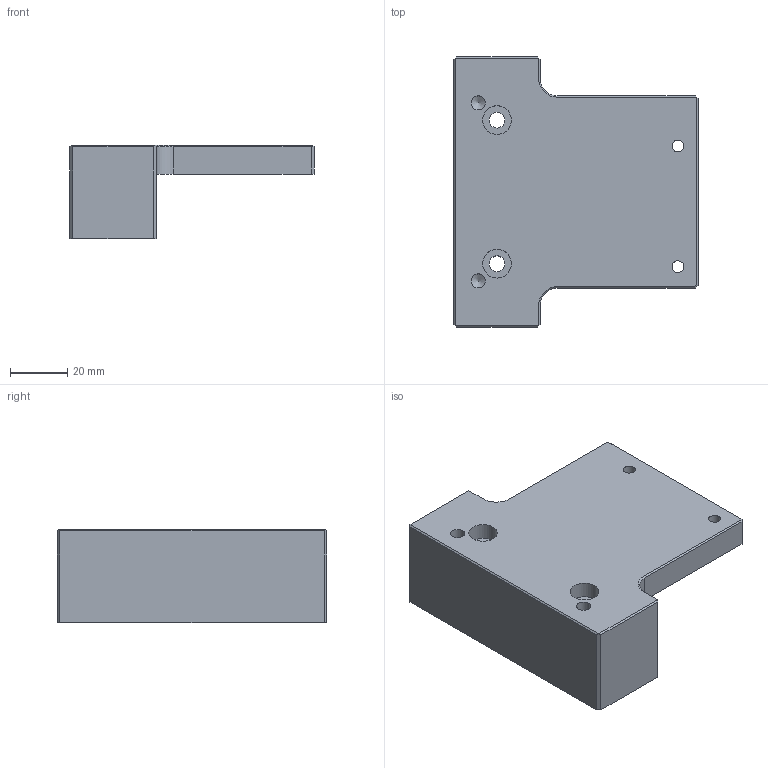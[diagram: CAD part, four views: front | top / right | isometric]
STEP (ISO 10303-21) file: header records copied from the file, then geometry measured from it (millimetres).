
FILE_DESCRIPTION(/* description */ ('Unknown'),/* implementation_level */ '2;1');
FILE_NAME(/* name */ 'F03J179496_01',/* time_stamp */ '2023-05-15T12:54:51+02:00',/* author */ ('Unknown'),/* organization */ ('Unknown'),/* preprocessor_version */ 'ST-DEVELOPER v18.1',/* originating_system */ 'Solid Edge',/* authorisation */ 'Unknown');
FILE_SCHEMA (('AUTOMOTIVE_DESIGN {1 0 10303 214 3 1 1}'));
Length unit declared in the file: millimetre
Products named in the file (1): PT00103635
Bounding box: 85 x 94 x 32.5 mm (x, y, z)
Volume: 125613.9 mm3; surface area: 23729.3 mm2
Topology: 1 solids, 1 shells, 43 faces, 108 edges, 69 vertices
Faces by surface type: plane 27, cylinder 12, cone 4
Full cylindrical faces by diameter (mm): 4.134 x2, 4.917 x4, 5.5 x2, 10 x2
Entity records: 1491 total; most frequent: DIRECTION 200, CARTESIAN_POINT 195, ORIENTED_EDGE 176, EDGE_CURVE 88, AXIS2_PLACEMENT_3D 68, FACE_BOUND 67, EDGE_LOOP 65, LINE 64
